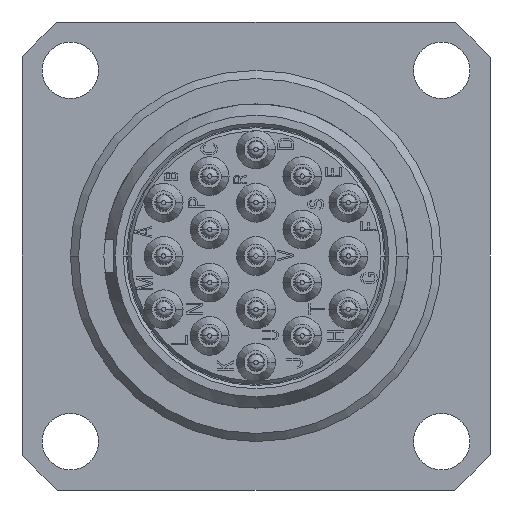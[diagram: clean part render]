
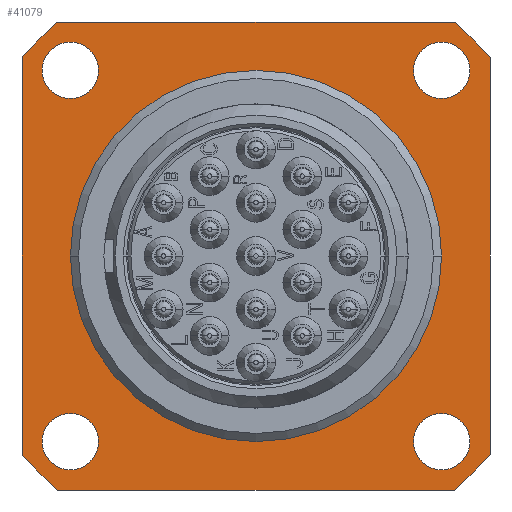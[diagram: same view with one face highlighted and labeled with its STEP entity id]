
A CAD part, left-side view. The second image highlights one B-rep face of the part: STEP entity #41079.
In plain terms, the highlighted planar face has unit normal (-1, 0, 0).
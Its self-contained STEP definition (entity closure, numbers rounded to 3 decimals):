
#342=CARTESIAN_POINT('',(-0.5,0.,0.));
#343=DIRECTION('',(1.,0.,0.));
#344=DIRECTION('',(0.,1.,0.));
#345=AXIS2_PLACEMENT_3D('',#342,#343,#344);
#355=CARTESIAN_POINT('',(-0.5,0.,0.));
#356=DIRECTION('',(1.,0.,0.));
#357=DIRECTION('',(0.,-1.,0.));
#358=AXIS2_PLACEMENT_3D('',#355,#356,#357);
#360=DIRECTION('',(0.,1.,0.));
#361=VECTOR('',#360,24.556);
#362=CARTESIAN_POINT('',(-0.5,-12.278,14.5));
#363=LINE('3197',#362,#361);
#364=CARTESIAN_POINT('',(-0.5,0.,0.));
#365=DIRECTION('',(1.,0.,0.));
#366=DIRECTION('',(0.,-0.646,0.763));
#367=AXIS2_PLACEMENT_3D('',#364,#365,#366);
#369=DIRECTION('',(0.,0.,1.));
#370=VECTOR('',#369,24.556);
#371=CARTESIAN_POINT('',(-0.5,-14.5,-12.278));
#372=LINE('3198',#371,#370);
#373=CARTESIAN_POINT('',(-0.5,0.,0.));
#374=DIRECTION('',(1.,0.,0.));
#375=DIRECTION('',(0.,-0.763,-0.646));
#376=AXIS2_PLACEMENT_3D('',#373,#374,#375);
#378=DIRECTION('',(0.,-1.,0.));
#379=VECTOR('',#378,24.556);
#380=CARTESIAN_POINT('',(-0.5,12.278,-14.5));
#381=LINE('3199',#380,#379);
#382=CARTESIAN_POINT('',(-0.5,0.,0.));
#383=DIRECTION('',(1.,0.,0.));
#384=DIRECTION('',(0.,0.646,-0.763));
#385=AXIS2_PLACEMENT_3D('',#382,#383,#384);
#387=DIRECTION('',(0.,0.,-1.));
#388=VECTOR('',#387,24.556);
#389=CARTESIAN_POINT('',(-0.5,14.5,12.278));
#390=LINE('3200',#389,#388);
#391=CARTESIAN_POINT('',(-0.5,0.,0.));
#392=DIRECTION('',(1.,0.,0.));
#393=DIRECTION('',(0.,0.763,0.646));
#394=AXIS2_PLACEMENT_3D('',#391,#392,#393);
#396=CARTESIAN_POINT('',(-0.5,11.5,-11.5));
#397=DIRECTION('',(-1.,0.,0.));
#398=DIRECTION('',(0.,0.,-1.));
#399=AXIS2_PLACEMENT_3D('',#396,#397,#398);
#401=CARTESIAN_POINT('',(-0.5,11.5,-11.5));
#402=DIRECTION('',(-1.,0.,0.));
#403=DIRECTION('',(0.,0.,1.));
#404=AXIS2_PLACEMENT_3D('',#401,#402,#403);
#406=CARTESIAN_POINT('',(-0.5,11.5,11.5));
#407=DIRECTION('',(-1.,0.,0.));
#408=DIRECTION('',(0.,0.,-1.));
#409=AXIS2_PLACEMENT_3D('',#406,#407,#408);
#411=CARTESIAN_POINT('',(-0.5,11.5,11.5));
#412=DIRECTION('',(-1.,0.,0.));
#413=DIRECTION('',(0.,0.,1.));
#414=AXIS2_PLACEMENT_3D('',#411,#412,#413);
#416=CARTESIAN_POINT('',(-0.5,-11.5,-11.5));
#417=DIRECTION('',(-1.,0.,0.));
#418=DIRECTION('',(0.,0.,-1.));
#419=AXIS2_PLACEMENT_3D('',#416,#417,#418);
#421=CARTESIAN_POINT('',(-0.5,-11.5,-11.5));
#422=DIRECTION('',(-1.,0.,0.));
#423=DIRECTION('',(0.,0.,1.));
#424=AXIS2_PLACEMENT_3D('',#421,#422,#423);
#426=CARTESIAN_POINT('',(-0.5,-11.5,11.5));
#427=DIRECTION('',(-1.,0.,0.));
#428=DIRECTION('',(0.,0.,-1.));
#429=AXIS2_PLACEMENT_3D('',#426,#427,#428);
#431=CARTESIAN_POINT('',(-0.5,-11.5,11.5));
#432=DIRECTION('',(-1.,0.,0.));
#433=DIRECTION('',(0.,0.,1.));
#434=AXIS2_PLACEMENT_3D('',#431,#432,#433);
#32332=CARTESIAN_POINT('',(-0.5,11.5,0.));
#32333=VERTEX_POINT('',#32332);
#32334=CARTESIAN_POINT('',(-0.5,-11.5,0.));
#32335=VERTEX_POINT('',#32334);
#32352=CARTESIAN_POINT('',(-0.5,11.5,-13.25));
#32353=CARTESIAN_POINT('',(-0.5,11.5,-9.75));
#32354=VERTEX_POINT('',#32352);
#32355=VERTEX_POINT('',#32353);
#32356=CARTESIAN_POINT('',(-0.5,11.5,9.75));
#32357=CARTESIAN_POINT('',(-0.5,11.5,13.25));
#32358=VERTEX_POINT('',#32356);
#32359=VERTEX_POINT('',#32357);
#32360=CARTESIAN_POINT('',(-0.5,-11.5,-13.25));
#32361=CARTESIAN_POINT('',(-0.5,-11.5,-9.75));
#32362=VERTEX_POINT('',#32360);
#32363=VERTEX_POINT('',#32361);
#32364=CARTESIAN_POINT('',(-0.5,-11.5,9.75));
#32365=CARTESIAN_POINT('',(-0.5,-11.5,13.25));
#32366=VERTEX_POINT('',#32364);
#32367=VERTEX_POINT('',#32365);
#32480=CARTESIAN_POINT('',(-0.5,-12.278,14.5));
#32481=CARTESIAN_POINT('',(-0.5,12.278,14.5));
#32482=VERTEX_POINT('',#32480);
#32483=VERTEX_POINT('',#32481);
#32484=CARTESIAN_POINT('',(-0.5,-14.5,-12.278));
#32485=CARTESIAN_POINT('',(-0.5,-14.5,12.278));
#32486=VERTEX_POINT('',#32484);
#32487=VERTEX_POINT('',#32485);
#32488=CARTESIAN_POINT('',(-0.5,12.278,-14.5));
#32489=CARTESIAN_POINT('',(-0.5,-12.278,-14.5));
#32490=VERTEX_POINT('',#32488);
#32491=VERTEX_POINT('',#32489);
#32492=CARTESIAN_POINT('',(-0.5,14.5,12.278));
#32493=CARTESIAN_POINT('',(-0.5,14.5,-12.278));
#32494=VERTEX_POINT('',#32492);
#32495=VERTEX_POINT('',#32493);
#41028=CARTESIAN_POINT('',(-0.5,0.,0.));
#41029=DIRECTION('',(1.,0.,0.));
#41030=DIRECTION('',(0.,0.,-1.));
#41031=AXIS2_PLACEMENT_3D('',#41028,#41029,#41030);
#41032=PLANE('289',#41031);
#41034=ORIENTED_EDGE('3197',*,*,#41033,.F.);
#41036=ORIENTED_EDGE('3249',*,*,#41035,.T.);
#41038=ORIENTED_EDGE('3198',*,*,#41037,.F.);
#41040=ORIENTED_EDGE('3248',*,*,#41039,.T.);
#41042=ORIENTED_EDGE('3199',*,*,#41041,.F.);
#41044=ORIENTED_EDGE('3247',*,*,#41043,.T.);
#41046=ORIENTED_EDGE('3200',*,*,#41045,.F.);
#41048=ORIENTED_EDGE('3236',*,*,#41047,.T.);
#41049=EDGE_LOOP('289',(#41034,#41036,#41038,#41040,#41042,#41044,#41046,
#41048));
#41050=FACE_OUTER_BOUND('289',#41049,.F.);
#41052=ORIENTED_EDGE('3095',*,*,#41051,.T.);
#41054=ORIENTED_EDGE('3096',*,*,#41053,.T.);
#41055=EDGE_LOOP('289',(#41052,#41054));
#41056=FACE_BOUND('289',#41055,.F.);
#41058=ORIENTED_EDGE('3097',*,*,#41057,.T.);
#41060=ORIENTED_EDGE('3098',*,*,#41059,.T.);
#41061=EDGE_LOOP('289',(#41058,#41060));
#41062=FACE_BOUND('289',#41061,.F.);
#41064=ORIENTED_EDGE('3099',*,*,#41063,.T.);
#41066=ORIENTED_EDGE('3100',*,*,#41065,.T.);
#41067=EDGE_LOOP('289',(#41064,#41066));
#41068=FACE_BOUND('289',#41067,.F.);
#41070=ORIENTED_EDGE('3101',*,*,#41069,.T.);
#41072=ORIENTED_EDGE('3102',*,*,#41071,.T.);
#41073=EDGE_LOOP('289',(#41070,#41072));
#41074=FACE_BOUND('289',#41073,.F.);
#41075=ORIENTED_EDGE('3085',*,*,#40993,.F.);
#41076=ORIENTED_EDGE('3086',*,*,#41016,.F.);
#41077=EDGE_LOOP('289',(#41075,#41076));
#41078=FACE_BOUND('289',#41077,.F.);
#346=CIRCLE('3085',#345,11.5);
#359=CIRCLE('3086',#358,11.5);
#368=CIRCLE('3249',#367,19.);
#377=CIRCLE('3248',#376,19.);
#386=CIRCLE('3247',#385,19.);
#395=CIRCLE('3236',#394,19.);
#400=CIRCLE('3095',#399,1.75);
#405=CIRCLE('3096',#404,1.75);
#410=CIRCLE('3097',#409,1.75);
#415=CIRCLE('3098',#414,1.75);
#420=CIRCLE('3099',#419,1.75);
#425=CIRCLE('3100',#424,1.75);
#430=CIRCLE('3101',#429,1.75);
#435=CIRCLE('3102',#434,1.75);
#40993=EDGE_CURVE('3085',#32333,#32335,#346,.T.);
#41016=EDGE_CURVE('3086',#32335,#32333,#359,.T.);
#41033=EDGE_CURVE('3197',#32482,#32483,#363,.T.);
#41035=EDGE_CURVE('3249',#32482,#32487,#368,.T.);
#41037=EDGE_CURVE('3198',#32486,#32487,#372,.T.);
#41039=EDGE_CURVE('3248',#32486,#32491,#377,.T.);
#41041=EDGE_CURVE('3199',#32490,#32491,#381,.T.);
#41043=EDGE_CURVE('3247',#32490,#32495,#386,.T.);
#41045=EDGE_CURVE('3200',#32494,#32495,#390,.T.);
#41047=EDGE_CURVE('3236',#32494,#32483,#395,.T.);
#41051=EDGE_CURVE('3095',#32354,#32355,#400,.T.);
#41053=EDGE_CURVE('3096',#32355,#32354,#405,.T.);
#41057=EDGE_CURVE('3097',#32358,#32359,#410,.T.);
#41059=EDGE_CURVE('3098',#32359,#32358,#415,.T.);
#41063=EDGE_CURVE('3099',#32362,#32363,#420,.T.);
#41065=EDGE_CURVE('3100',#32363,#32362,#425,.T.);
#41069=EDGE_CURVE('3101',#32366,#32367,#430,.T.);
#41071=EDGE_CURVE('3102',#32367,#32366,#435,.T.);
#41079=ADVANCED_FACE('289',(#41050,#41056,#41062,#41068,#41074,#41078),#41032,
.F.);
